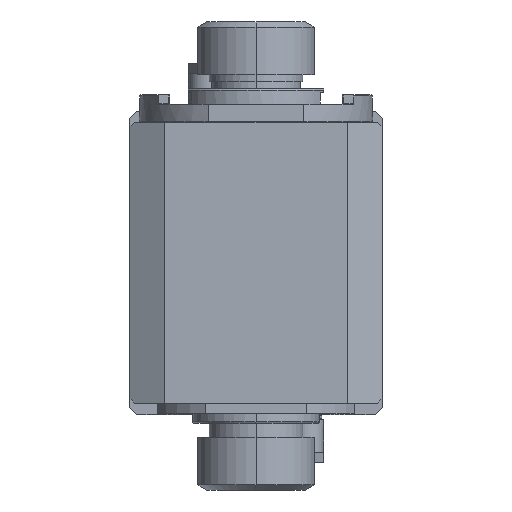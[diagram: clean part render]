
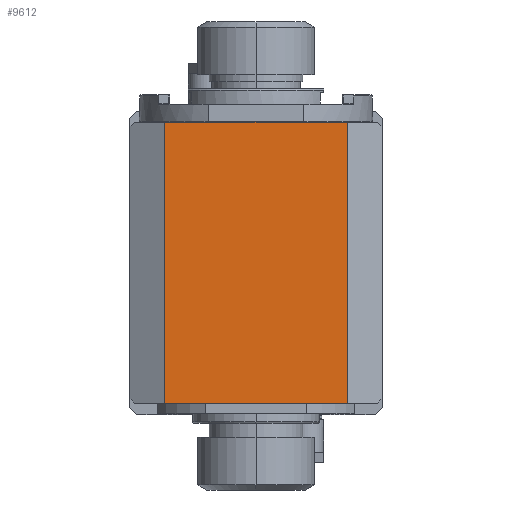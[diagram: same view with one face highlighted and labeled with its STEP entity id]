
A CAD part, left-side view. The second image highlights one B-rep face of the part: STEP entity #9612.
In plain terms, the highlighted planar face has unit normal (-1, 0, 0).
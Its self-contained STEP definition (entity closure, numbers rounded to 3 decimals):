
#1939=DIRECTION('',(0.,0.,-1.));
#1940=VECTOR('',#1939,120.3);
#1941=CARTESIAN_POINT('',(-136.,39.,60.3));
#1942=LINE('',#1941,#1940);
#1943=DIRECTION('',(0.,1.,0.));
#1944=VECTOR('',#1943,78.);
#1945=CARTESIAN_POINT('',(-136.,-39.,60.3));
#1946=LINE('',#1945,#1944);
#1947=DIRECTION('',(0.,0.,1.));
#1948=VECTOR('',#1947,120.3);
#1949=CARTESIAN_POINT('',(-136.,-39.,-60.));
#1950=LINE('',#1949,#1948);
#1951=DIRECTION('',(0.,1.,0.));
#1952=VECTOR('',#1951,78.);
#1953=CARTESIAN_POINT('',(-136.,-39.,-60.));
#1954=LINE('',#1953,#1952);
#7143=CARTESIAN_POINT('',(-136.,39.,-60.));
#7145=VERTEX_POINT('',#7143);
#7153=CARTESIAN_POINT('',(-136.,39.,60.3));
#7154=VERTEX_POINT('',#7153);
#7155=CARTESIAN_POINT('',(-136.,-39.,60.3));
#7157=VERTEX_POINT('',#7155);
#7165=CARTESIAN_POINT('',(-136.,-39.,-60.));
#7166=VERTEX_POINT('',#7165);
#9601=CARTESIAN_POINT('',(-136.,0.,0.));
#9602=DIRECTION('',(1.,0.,0.));
#9603=DIRECTION('',(0.,1.,0.));
#9604=AXIS2_PLACEMENT_3D('',#9601,#9602,#9603);
#9605=PLANE('',#9604);
#9606=ORIENTED_EDGE('',*,*,#8940,.F.);
#9607=ORIENTED_EDGE('',*,*,#7711,.F.);
#9608=ORIENTED_EDGE('',*,*,#7680,.F.);
#9609=ORIENTED_EDGE('',*,*,#8951,.T.);
#9610=EDGE_LOOP('',(#9606,#9607,#9608,#9609));
#9611=FACE_OUTER_BOUND('',#9610,.F.);
#9612=ADVANCED_FACE('',(#9611),#9605,.F.);
#7680=EDGE_CURVE('',#7166,#7157,#1950,.T.);
#7711=EDGE_CURVE('',#7157,#7154,#1946,.T.);
#8940=EDGE_CURVE('',#7154,#7145,#1942,.T.);
#8951=EDGE_CURVE('',#7166,#7145,#1954,.T.);
